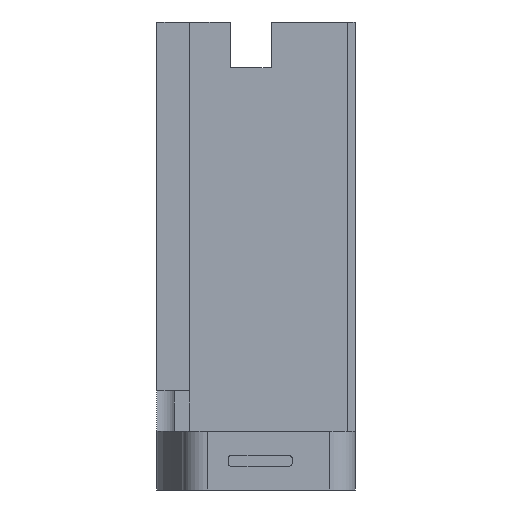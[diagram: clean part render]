
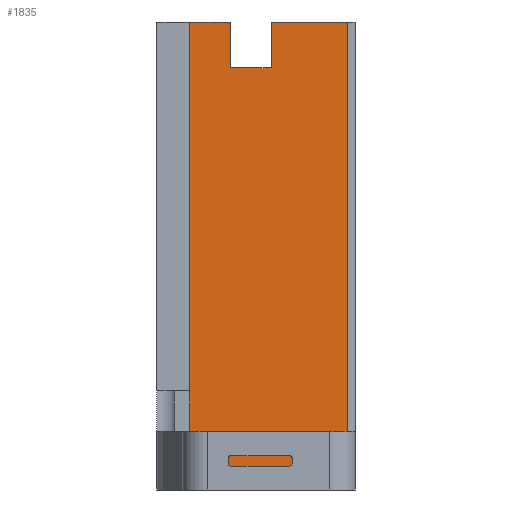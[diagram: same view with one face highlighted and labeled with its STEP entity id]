
A CAD part, left-side view. The second image highlights one B-rep face of the part: STEP entity #1835.
In plain terms, the highlighted planar face has unit normal (-1, 0, 0).
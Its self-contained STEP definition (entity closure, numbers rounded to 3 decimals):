
#53=PLANE('',#1963);
#118=FACE_OUTER_BOUND('',#213,.T.);
#213=EDGE_LOOP('',(#1356,#1357,#1358,#1359,#1360,#1361,#1362,#1363));
#302=LINE('',#2646,#502);
#317=LINE('',#2682,#517);
#329=LINE('',#2708,#529);
#361=LINE('',#2795,#561);
#364=LINE('',#2799,#564);
#365=LINE('',#2801,#565);
#366=LINE('',#2804,#566);
#367=LINE('',#2805,#567);
#502=VECTOR('',#2109,10.);
#517=VECTOR('',#2136,10.);
#529=VECTOR('',#2156,10.);
#561=VECTOR('',#2228,10.);
#564=VECTOR('',#2233,10.);
#565=VECTOR('',#2236,10.);
#566=VECTOR('',#2239,10.);
#567=VECTOR('',#2240,10.);
#773=VERTEX_POINT('',#2643);
#774=VERTEX_POINT('',#2645);
#788=VERTEX_POINT('',#2679);
#789=VERTEX_POINT('',#2681);
#799=VERTEX_POINT('',#2706);
#833=VERTEX_POINT('',#2793);
#834=VERTEX_POINT('',#2794);
#835=VERTEX_POINT('',#2803);
#959=EDGE_CURVE('',#773,#774,#302,.T.);
#977=EDGE_CURVE('',#788,#789,#317,.T.);
#990=EDGE_CURVE('',#788,#799,#329,.T.);
#1034=EDGE_CURVE('',#833,#834,#361,.T.);
#1037=EDGE_CURVE('',#834,#789,#364,.T.);
#1038=EDGE_CURVE('',#773,#833,#365,.T.);
#1039=EDGE_CURVE('',#835,#799,#366,.T.);
#1040=EDGE_CURVE('',#835,#774,#367,.T.);
#1356=ORIENTED_EDGE('',*,*,#1038,.T.);
#1357=ORIENTED_EDGE('',*,*,#1034,.T.);
#1358=ORIENTED_EDGE('',*,*,#1037,.T.);
#1359=ORIENTED_EDGE('',*,*,#977,.F.);
#1360=ORIENTED_EDGE('',*,*,#990,.T.);
#1361=ORIENTED_EDGE('',*,*,#1039,.F.);
#1362=ORIENTED_EDGE('',*,*,#1040,.T.);
#1363=ORIENTED_EDGE('',*,*,#959,.F.);
#1835=ADVANCED_FACE('',(#118),#53,.T.);
#1963=AXIS2_PLACEMENT_3D('',#2802,#2237,#2238);
#2109=DIRECTION('',(0.,-1.,0.));
#2136=DIRECTION('',(0.,-1.,0.));
#2156=DIRECTION('',(0.,0.,-1.));
#2228=DIRECTION('',(0.,1.,0.));
#2233=DIRECTION('',(0.,0.,1.));
#2236=DIRECTION('',(0.,0.,-1.));
#2237=DIRECTION('center_axis',(-1.,0.,0.));
#2238=DIRECTION('ref_axis',(0.,-1.,0.));
#2239=DIRECTION('',(0.,1.,0.));
#2240=DIRECTION('',(0.,0.,1.));
#2643=CARTESIAN_POINT('',(-4.256,-13.531,108.097));
#2645=CARTESIAN_POINT('',(-4.256,-28.5,108.097));
#2646=CARTESIAN_POINT('',(-4.256,-6.527,108.097));
#2679=CARTESIAN_POINT('',(-4.256,2.5,108.097));
#2681=CARTESIAN_POINT('',(-4.256,-5.531,108.097));
#2682=CARTESIAN_POINT('',(-4.256,-6.527,108.097));
#2706=CARTESIAN_POINT('',(-4.256,2.5,18.097));
#2708=CARTESIAN_POINT('',(-4.256,2.5,18.097));
#2793=CARTESIAN_POINT('',(-4.256,-13.531,99.097));
#2794=CARTESIAN_POINT('',(-4.256,-5.531,99.097));
#2795=CARTESIAN_POINT('',(-4.256,-2.765,99.097));
#2799=CARTESIAN_POINT('',(-4.256,-5.531,63.097));
#2801=CARTESIAN_POINT('',(-4.256,-13.531,58.597));
#2802=CARTESIAN_POINT('Origin',(-4.256,0.,18.097));
#2803=CARTESIAN_POINT('',(-4.256,-28.5,18.097));
#2804=CARTESIAN_POINT('',(-4.256,0.,18.097));
#2805=CARTESIAN_POINT('',(-4.256,-28.5,88.097));
